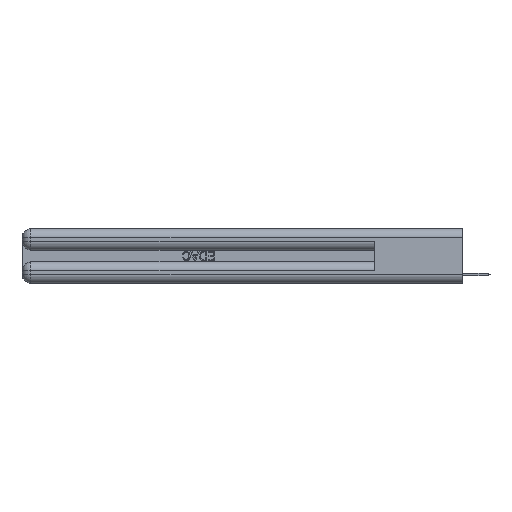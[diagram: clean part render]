
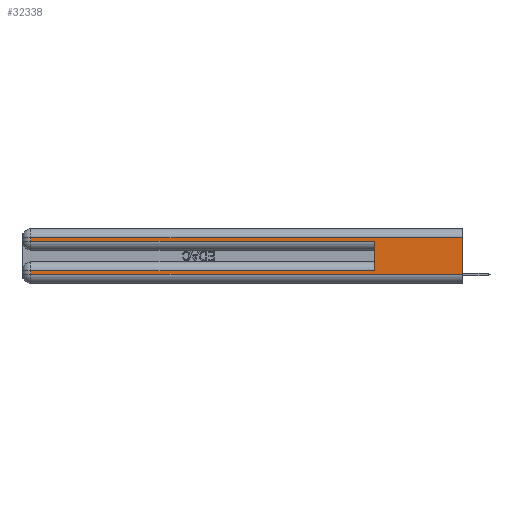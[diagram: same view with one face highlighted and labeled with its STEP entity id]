
A CAD part, left-side view. The second image highlights one B-rep face of the part: STEP entity #32338.
In plain terms, the highlighted planar face has unit normal (-1, 0, 0).
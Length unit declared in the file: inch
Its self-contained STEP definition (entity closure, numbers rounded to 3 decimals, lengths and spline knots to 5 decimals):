
#205 = CARTESIAN_POINT ( 'NONE',  ( 0., 0.6, 0.145 ) ) ;
#208 = LINE ( 'NONE', #11424, #15136 ) ;
#553 = LINE ( 'NONE', #2979, #26361 ) ;
#924 = VECTOR ( 'NONE', #30241, 39.37008 ) ;
#1083 = DIRECTION ( 'NONE',  ( 0., 1., 0. ) ) ;
#1734 = EDGE_CURVE ( 'NONE', #25791, #11987, #27029, .T. ) ;
#2979 = CARTESIAN_POINT ( 'NONE',  ( 0., 0., 0.285 ) ) ;
#3076 = CARTESIAN_POINT ( 'NONE',  ( 0., 2.94, 0.06 ) ) ;
#3548 = VERTEX_POINT ( 'NONE', #22758 ) ;
#3589 = CARTESIAN_POINT ( 'NONE',  ( 0., 0.6, 0.285 ) ) ;
#4195 = PLANE ( 'NONE',  #15118 ) ;
#4227 = VERTEX_POINT ( 'NONE', #10393 ) ;
#4718 = VERTEX_POINT ( 'NONE', #31607 ) ;
#5522 = ORIENTED_EDGE ( 'NONE', *, *, #15668, .T. ) ;
#5595 = FACE_OUTER_BOUND ( 'NONE', #22941, .T. ) ;
#5918 = DIRECTION ( 'NONE',  ( 0., 1., 0. ) ) ;
#6190 = EDGE_CURVE ( 'NONE', #14364, #4718, #24056, .T. ) ;
#7757 = EDGE_CURVE ( 'NONE', #25791, #24323, #14955, .T. ) ;
#7787 = VECTOR ( 'NONE', #8800, 39.37008 ) ;
#7958 = VECTOR ( 'NONE', #1083, 39.37008 ) ;
#8579 = EDGE_CURVE ( 'NONE', #28386, #3548, #18819, .T. ) ;
#8800 = DIRECTION ( 'NONE',  ( 0., 0., -1. ) ) ;
#9841 = DIRECTION ( 'NONE',  ( 1., 0., 0. ) ) ;
#9970 = EDGE_CURVE ( 'NONE', #4227, #14364, #28649, .T. ) ;
#10393 = CARTESIAN_POINT ( 'NONE',  ( 0., 0., 0.31 ) ) ;
#10488 = CARTESIAN_POINT ( 'NONE',  ( 0., 2.94, 0.31 ) ) ;
#11418 = CARTESIAN_POINT ( 'NONE',  ( 0., 2.94, 0.37 ) ) ;
#11424 = CARTESIAN_POINT ( 'NONE',  ( 0., 0., 0.37 ) ) ;
#11508 = DIRECTION ( 'NONE',  ( 0., -1., 0. ) ) ;
#11987 = VERTEX_POINT ( 'NONE', #28682 ) ;
#13291 = CARTESIAN_POINT ( 'NONE',  ( 0., 0.6, 0.085 ) ) ;
#14364 = VERTEX_POINT ( 'NONE', #10488 ) ;
#14616 = EDGE_CURVE ( 'NONE', #4227, #3548, #208, .T. ) ;
#14728 = DIRECTION ( 'NONE',  ( 0., 0., -1. ) ) ;
#14955 = LINE ( 'NONE', #205, #31315 ) ;
#15118 = AXIS2_PLACEMENT_3D ( 'NONE', #26732, #9841, #14728 ) ;
#15136 = VECTOR ( 'NONE', #21074, 39.37008 ) ;
#15668 = EDGE_CURVE ( 'NONE', #4718, #24323, #553, .T. ) ;
#17695 = VECTOR ( 'NONE', #11508, 39.37008 ) ;
#18176 = DIRECTION ( 'NONE',  ( 0., -1., 0. ) ) ;
#18276 = ORIENTED_EDGE ( 'NONE', *, *, #14616, .F. ) ;
#18819 = LINE ( 'NONE', #26442, #17695 ) ;
#19935 = LINE ( 'NONE', #11418, #7787 ) ;
#20552 = DIRECTION ( 'NONE',  ( 0., 0., 1. ) ) ;
#21074 = DIRECTION ( 'NONE',  ( 0., 0., -1. ) ) ;
#22758 = CARTESIAN_POINT ( 'NONE',  ( 0., 0., 0.06 ) ) ;
#22941 = EDGE_LOOP ( 'NONE', ( #18276, #23130, #32140, #5522, #25214, #28892, #29244, #31895 ) ) ;
#22985 = CARTESIAN_POINT ( 'NONE',  ( 0., 2.94, 0.37 ) ) ;
#23130 = ORIENTED_EDGE ( 'NONE', *, *, #9970, .T. ) ;
#23337 = CARTESIAN_POINT ( 'NONE',  ( 0., 0., 0.085 ) ) ;
#24056 = LINE ( 'NONE', #22985, #924 ) ;
#24323 = VERTEX_POINT ( 'NONE', #3589 ) ;
#25214 = ORIENTED_EDGE ( 'NONE', *, *, #7757, .F. ) ;
#25791 = VERTEX_POINT ( 'NONE', #13291 ) ;
#26361 = VECTOR ( 'NONE', #18176, 39.37008 ) ;
#26442 = CARTESIAN_POINT ( 'NONE',  ( 0., 0., 0.06 ) ) ;
#26732 = CARTESIAN_POINT ( 'NONE',  ( 0., 0., 0.37 ) ) ;
#27029 = LINE ( 'NONE', #23337, #31269 ) ;
#28386 = VERTEX_POINT ( 'NONE', #3076 ) ;
#28649 = LINE ( 'NONE', #28858, #7958 ) ;
#28682 = CARTESIAN_POINT ( 'NONE',  ( 0., 2.94, 0.085 ) ) ;
#28858 = CARTESIAN_POINT ( 'NONE',  ( 0., 0., 0.31 ) ) ;
#28892 = ORIENTED_EDGE ( 'NONE', *, *, #1734, .T. ) ;
#29068 = EDGE_CURVE ( 'NONE', #11987, #28386, #19935, .T. ) ;
#29244 = ORIENTED_EDGE ( 'NONE', *, *, #29068, .T. ) ;
#30241 = DIRECTION ( 'NONE',  ( 0., 0., -1. ) ) ;
#31269 = VECTOR ( 'NONE', #5918, 39.37008 ) ;
#31315 = VECTOR ( 'NONE', #20552, 39.37008 ) ;
#31607 = CARTESIAN_POINT ( 'NONE',  ( 0., 2.94, 0.285 ) ) ;
#31895 = ORIENTED_EDGE ( 'NONE', *, *, #8579, .T. ) ;
#32140 = ORIENTED_EDGE ( 'NONE', *, *, #6190, .T. ) ;
#32338 = ADVANCED_FACE ( 'NONE', ( #5595 ), #4195, .F. ) ;
